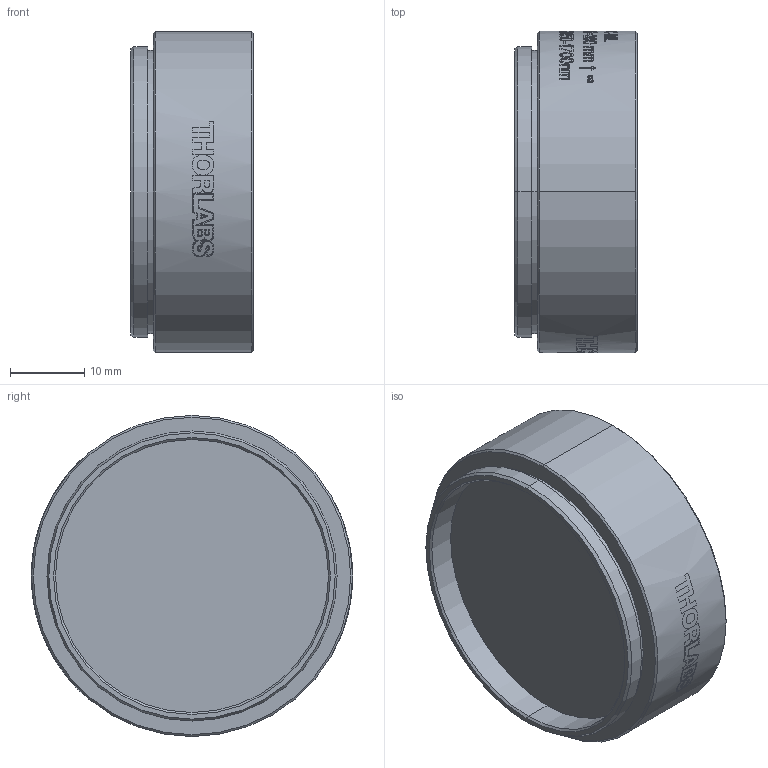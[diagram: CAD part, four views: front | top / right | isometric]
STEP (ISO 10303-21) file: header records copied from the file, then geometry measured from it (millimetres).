
FILE_DESCRIPTION (( 'STEP AP203' ), '1' );
FILE_NAME ('TTN200749-E0W.STEP', '2020-06-26T18:48:46', ( '' ), ( '' ), 'SwSTEP 2.0', 'SolidWorks 2018', '' );
FILE_SCHEMA (( 'CONFIG_CONTROL_DESIGN' ));
Length unit declared in the file: millimetre
Products named in the file (1): TTN200749-E0W
Bounding box: 16.51 x 43.18 x 43.18 mm (x, y, z)
Volume: 8533.3 mm3; surface area: 8606.8 mm2
Topology: 3 solids, 3 shells, 160 faces, 973 edges, 931 vertices
Faces by surface type: cylinder 126, cone 17, plane 15, sphere 2
Entity records: 18307 total; most frequent: CARTESIAN_POINT 10897, ORIENTED_EDGE 1946, DIRECTION 1022, EDGE_CURVE 973, VERTEX_POINT 931, B_SPLINE_CURVE_WITH_KNOTS 526, AXIS2_PLACEMENT_3D 414, EDGE_LOOP 276
